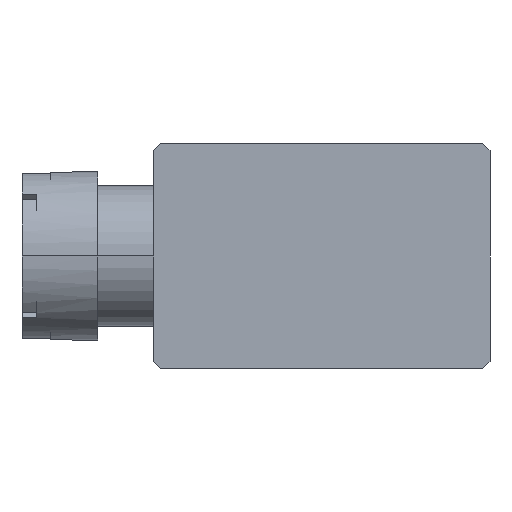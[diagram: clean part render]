
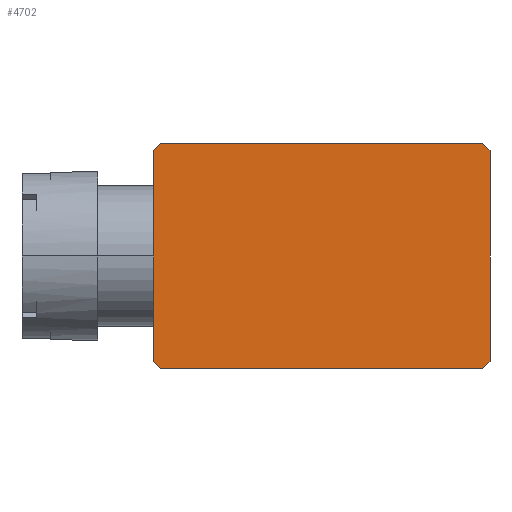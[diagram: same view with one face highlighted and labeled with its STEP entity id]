
A CAD part, left-side view. The second image highlights one B-rep face of the part: STEP entity #4702.
In plain terms, the highlighted face is planar.
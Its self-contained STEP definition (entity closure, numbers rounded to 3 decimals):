
#14 = LINE ( 'NONE', #2847, #2266 ) ;
#123 = DIRECTION ( 'NONE',  ( -0.707, 0.707, 0. ) ) ;
#280 = EDGE_CURVE ( 'NONE', #1564, #2617, #1558, .T. ) ;
#348 = DIRECTION ( 'NONE',  ( 0., 1., 0. ) ) ;
#506 = CARTESIAN_POINT ( 'NONE',  ( -4., 5.75, 96. ) ) ;
#632 = AXIS2_PLACEMENT_3D ( 'NONE', #7998, #9678, #4581 ) ;
#689 = ORIENTED_EDGE ( 'NONE', *, *, #2057, .T. ) ;
#924 = ORIENTED_EDGE ( 'NONE', *, *, #280, .T. ) ;
#1037 = CARTESIAN_POINT ( 'NONE',  ( 5.875, 3.875, 96. ) ) ;
#1085 = VECTOR ( 'NONE', #9215, 1000. ) ;
#1163 = CARTESIAN_POINT ( 'NONE',  ( 4., 5.75, 96. ) ) ;
#1366 = EDGE_CURVE ( 'NONE', #9821, #3072, #5712, .T. ) ;
#1371 = LINE ( 'NONE', #1037, #10583 ) ;
#1558 = LINE ( 'NONE', #5241, #3694 ) ;
#1564 = VERTEX_POINT ( 'NONE', #4476 ) ;
#1588 = ORIENTED_EDGE ( 'NONE', *, *, #2001, .T. ) ;
#1733 = EDGE_CURVE ( 'NONE', #5511, #8373, #3798, .T. ) ;
#2001 = EDGE_CURVE ( 'NONE', #2040, #2185, #14, .T. ) ;
#2037 = EDGE_CURVE ( 'NONE', #3072, #2040, #11107, .T. ) ;
#2040 = VERTEX_POINT ( 'NONE', #6245 ) ;
#2043 = CARTESIAN_POINT ( 'NONE',  ( -9.875, -0.125, 96. ) ) ;
#2057 = EDGE_CURVE ( 'NONE', #2185, #5511, #8556, .T. ) ;
#2074 = EDGE_CURVE ( 'NONE', #8373, #1564, #1371, .T. ) ;
#2096 = EDGE_CURVE ( 'NONE', #2617, #9821, #3786, .T. ) ;
#2185 = VERTEX_POINT ( 'NONE', #9126 ) ;
#2266 = VECTOR ( 'NONE', #8803, 1000. ) ;
#2617 = VERTEX_POINT ( 'NONE', #8393 ) ;
#2847 = CARTESIAN_POINT ( 'NONE',  ( -4., -6., 96. ) ) ;
#3061 = DIRECTION ( 'NONE',  ( -0.707, -0.707, 0. ) ) ;
#3072 = VERTEX_POINT ( 'NONE', #5736 ) ;
#3694 = VECTOR ( 'NONE', #11260, 1000. ) ;
#3710 = EDGE_LOOP ( 'NONE', ( #4574, #9647, #1588, #689, #5633, #5916, #924, #7546 ) ) ;
#3762 = PLANE ( 'NONE',  #632 ) ;
#3786 = LINE ( 'NONE', #2043, #8036 ) ;
#3798 = LINE ( 'NONE', #4803, #8041 ) ;
#4476 = CARTESIAN_POINT ( 'NONE',  ( 3.75, 6., 96. ) ) ;
#4574 = ORIENTED_EDGE ( 'NONE', *, *, #1366, .T. ) ;
#4581 = DIRECTION ( 'NONE',  ( 1., 0., 0. ) ) ;
#4583 = CARTESIAN_POINT ( 'NONE',  ( -3.875, -5.875, 96. ) ) ;
#4702 = ADVANCED_FACE ( 'NONE', ( #10270 ), #3762, .T. ) ;
#4803 = CARTESIAN_POINT ( 'NONE',  ( 4., 6., 96. ) ) ;
#5241 = CARTESIAN_POINT ( 'NONE',  ( -4., 6., 96. ) ) ;
#5511 = VERTEX_POINT ( 'NONE', #8568 ) ;
#5633 = ORIENTED_EDGE ( 'NONE', *, *, #1733, .T. ) ;
#5712 = LINE ( 'NONE', #10963, #1085 ) ;
#5736 = CARTESIAN_POINT ( 'NONE',  ( -4., -5.75, 96. ) ) ;
#5916 = ORIENTED_EDGE ( 'NONE', *, *, #2074, .T. ) ;
#6234 = VECTOR ( 'NONE', #9679, 1000. ) ;
#6245 = CARTESIAN_POINT ( 'NONE',  ( -3.75, -6., 96. ) ) ;
#7546 = ORIENTED_EDGE ( 'NONE', *, *, #2096, .T. ) ;
#7998 = CARTESIAN_POINT ( 'NONE',  ( -4., -6., 96. ) ) ;
#8036 = VECTOR ( 'NONE', #3061, 1000. ) ;
#8041 = VECTOR ( 'NONE', #348, 1000. ) ;
#8308 = VECTOR ( 'NONE', #10608, 1000. ) ;
#8373 = VERTEX_POINT ( 'NONE', #1163 ) ;
#8393 = CARTESIAN_POINT ( 'NONE',  ( -3.75, 6., 96. ) ) ;
#8556 = LINE ( 'NONE', #8866, #8308 ) ;
#8568 = CARTESIAN_POINT ( 'NONE',  ( 4., -5.75, 96. ) ) ;
#8803 = DIRECTION ( 'NONE',  ( 1., 0., 0. ) ) ;
#8866 = CARTESIAN_POINT ( 'NONE',  ( -0.125, -9.875, 96. ) ) ;
#9126 = CARTESIAN_POINT ( 'NONE',  ( 3.75, -6., 96. ) ) ;
#9215 = DIRECTION ( 'NONE',  ( 0., -1., 0. ) ) ;
#9647 = ORIENTED_EDGE ( 'NONE', *, *, #2037, .T. ) ;
#9678 = DIRECTION ( 'NONE',  ( 0., 0., 1. ) ) ;
#9679 = DIRECTION ( 'NONE',  ( 0.707, -0.707, 0. ) ) ;
#9821 = VERTEX_POINT ( 'NONE', #506 ) ;
#10270 = FACE_OUTER_BOUND ( 'NONE', #3710, .T. ) ;
#10583 = VECTOR ( 'NONE', #123, 1000. ) ;
#10608 = DIRECTION ( 'NONE',  ( 0.707, 0.707, 0. ) ) ;
#10963 = CARTESIAN_POINT ( 'NONE',  ( -4., 6., 96. ) ) ;
#11107 = LINE ( 'NONE', #4583, #6234 ) ;
#11260 = DIRECTION ( 'NONE',  ( -1., 0., 0. ) ) ;
